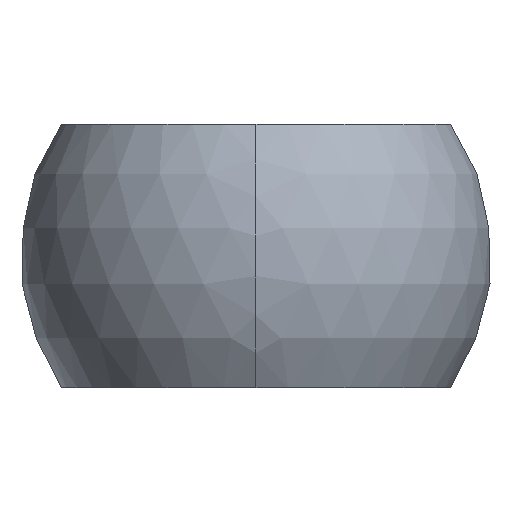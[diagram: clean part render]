
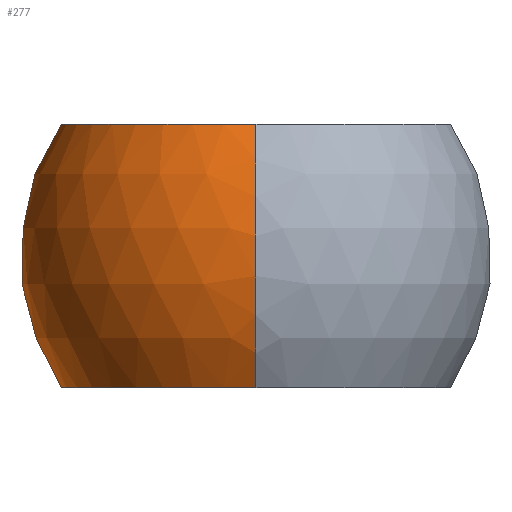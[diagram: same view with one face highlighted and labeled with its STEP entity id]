
A CAD part, left-side view. The second image highlights one B-rep face of the part: STEP entity #277.
In plain terms, the highlighted spherical face has radius 12.5 mm.
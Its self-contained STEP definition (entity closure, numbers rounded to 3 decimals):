
#117=EDGE_CURVE('',#195,#223,#305,.T.);
#159=EDGE_CURVE('',#257,#195,#349,.T.);
#175=VERTEX_POINT('',#368);
#181=EDGE_CURVE('',#175,#257,#374,.T.);
#195=VERTEX_POINT('',#388);
#197=EDGE_CURVE('',#223,#175,#390,.T.);
#223=VERTEX_POINT('',#422);
#257=VERTEX_POINT('',#463);
#277=ADVANCED_FACE('',(#484),#485,.T.);
#305=CIRCLE('',#506,12.5);
#349=CIRCLE('',#601,10.356);
#368=CARTESIAN_POINT('',(8.201,6.325,-7.0));
#374=CIRCLE('',#675,9.434);
#388=CARTESIAN_POINT('',(-10.356,0.,7.0));
#390=CIRCLE('',#733,10.356);
#422=CARTESIAN_POINT('',(-10.356,0.,-7.0));
#463=CARTESIAN_POINT('',(8.201,6.325,7.0));
#484=FACE_OUTER_BOUND('',#885,.T.);
#485=SPHERICAL_SURFACE('',#886,12.5);
#506=AXIS2_PLACEMENT_3D('',#902,#903,#904);
#601=AXIS2_PLACEMENT_3D('',#954,#955,#956);
#675=AXIS2_PLACEMENT_3D('',#980,#981,#982);
#733=AXIS2_PLACEMENT_3D('',#989,#990,#991);
#885=EDGE_LOOP('',(#1126,#1127,#1128,#1129));
#886=AXIS2_PLACEMENT_3D('',#1130,#1131,#1132);
#902=CARTESIAN_POINT('',(0.0,0.0,0.0));
#903=DIRECTION('',(0.,-1.0,0.0));
#904=DIRECTION('',(0.0,0.0,1.0));
#954=CARTESIAN_POINT('',(0.0,0.0,7.0));
#955=DIRECTION('',(0.0,-0.0,1.0));
#956=DIRECTION('',(0.0,1.0,0.0));
#980=CARTESIAN_POINT('',(8.201,0.0,0.0));
#981=DIRECTION('',(1.0,0.0,0.0));
#982=DIRECTION('',(0.0,1.0,0.0));
#989=CARTESIAN_POINT('',(0.0,0.0,-7.0));
#990=DIRECTION('',(-0.0,-0.0,-1.0));
#991=DIRECTION('',(0.0,-1.0,0.0));
#1126=ORIENTED_EDGE('',*,*,#117,.F.);
#1127=ORIENTED_EDGE('',*,*,#159,.F.);
#1128=ORIENTED_EDGE('',*,*,#181,.F.);
#1129=ORIENTED_EDGE('',*,*,#197,.F.);
#1130=CARTESIAN_POINT('',(0.0,0.0,0.0));
#1131=DIRECTION('',(0.0,0.0,1.0));
#1132=DIRECTION('',(1.0,0.0,0.0));
